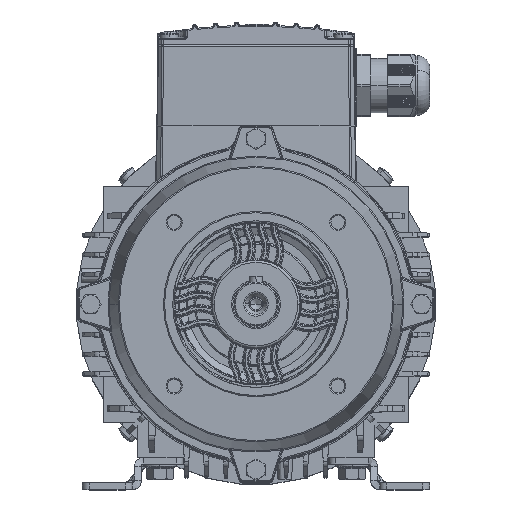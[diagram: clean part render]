
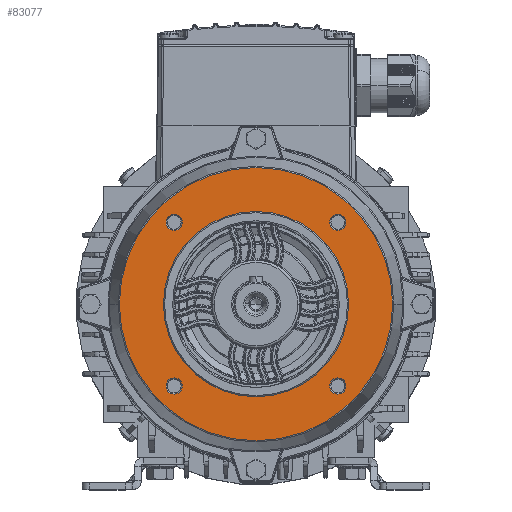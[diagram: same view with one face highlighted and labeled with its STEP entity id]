
A CAD part, top view. The second image highlights one B-rep face of the part: STEP entity #83077.
In plain terms, the highlighted planar face has unit normal (0, 0, 1).
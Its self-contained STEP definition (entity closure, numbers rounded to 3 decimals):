
#1391 = DIRECTION ( 'NONE',  ( 0., 0., -1. ) ) ;
#4523 = CIRCLE ( 'NONE', #25955, 3.5 ) ;
#6433 = CARTESIAN_POINT ( 'NONE',  ( -35.355, -35.355, 172. ) ) ;
#11230 = DIRECTION ( 'NONE',  ( 0., 0., -1. ) ) ;
#11634 = EDGE_CURVE ( 'NONE', #56684, #165211, #113269, .T. ) ;
#12209 = FACE_BOUND ( 'NONE', #40340, .T. ) ;
#15312 = CARTESIAN_POINT ( 'NONE',  ( 35.355, 35.355, 172. ) ) ;
#15584 = ORIENTED_EDGE ( 'NONE', *, *, #172839, .T. ) ;
#15731 = DIRECTION ( 'NONE',  ( 0., 0., 1. ) ) ;
#17096 = EDGE_CURVE ( 'NONE', #162331, #116475, #112567, .T. ) ;
#21721 = ORIENTED_EDGE ( 'NONE', *, *, #72323, .T. ) ;
#22114 = EDGE_CURVE ( 'NONE', #63815, #47357, #45609, .T. ) ;
#24331 = AXIS2_PLACEMENT_3D ( 'NONE', #116136, #118946, #147605 ) ;
#25955 = AXIS2_PLACEMENT_3D ( 'NONE', #176221, #91335, #75187 ) ;
#26267 = ORIENTED_EDGE ( 'NONE', *, *, #173638, .T. ) ;
#27424 = PLANE ( 'NONE',  #118463 ) ;
#28757 = AXIS2_PLACEMENT_3D ( 'NONE', #127675, #111502, #167776 ) ;
#30931 = CARTESIAN_POINT ( 'NONE',  ( 0., 0., 172. ) ) ;
#31148 = DIRECTION ( 'NONE',  ( 1., 0., 0. ) ) ;
#32543 = EDGE_LOOP ( 'NONE', ( #84715, #137254 ) ) ;
#35185 = EDGE_LOOP ( 'NONE', ( #129116, #147705 ) ) ;
#37788 = DIRECTION ( 'NONE',  ( 0., 0., -1. ) ) ;
#39778 = CARTESIAN_POINT ( 'NONE',  ( 0., 0., 172. ) ) ;
#40340 = EDGE_LOOP ( 'NONE', ( #76197, #26267 ) ) ;
#41667 = DIRECTION ( 'NONE',  ( -1., 0., 0. ) ) ;
#43291 = CARTESIAN_POINT ( 'NONE',  ( -35.355, 35.355, 172. ) ) ;
#44364 = CARTESIAN_POINT ( 'NONE',  ( 31.855, -35.355, 172. ) ) ;
#45609 = CIRCLE ( 'NONE', #82087, 40. ) ;
#47357 = VERTEX_POINT ( 'NONE', #74271 ) ;
#47994 = DIRECTION ( 'NONE',  ( -1., 0., 0. ) ) ;
#49843 = CARTESIAN_POINT ( 'NONE',  ( 0., 0., 172. ) ) ;
#50499 = AXIS2_PLACEMENT_3D ( 'NONE', #141745, #11230, #69322 ) ;
#51403 = CARTESIAN_POINT ( 'NONE',  ( 31.855, 35.355, 172. ) ) ;
#52422 = AXIS2_PLACEMENT_3D ( 'NONE', #43291, #1391, #85255 ) ;
#52497 = CARTESIAN_POINT ( 'NONE',  ( 38.855, 35.355, 172. ) ) ;
#54330 = CARTESIAN_POINT ( 'NONE',  ( 0., 0., 172. ) ) ;
#56637 = CIRCLE ( 'NONE', #50499, 3.5 ) ;
#56684 = VERTEX_POINT ( 'NONE', #164124 ) ;
#58281 = AXIS2_PLACEMENT_3D ( 'NONE', #54330, #143913, #159134 ) ;
#61679 = CIRCLE ( 'NONE', #110372, 59.025 ) ;
#61702 = EDGE_CURVE ( 'NONE', #182720, #77068, #186236, .T. ) ;
#63741 = CARTESIAN_POINT ( 'NONE',  ( 35.355, -35.355, 172. ) ) ;
#63815 = VERTEX_POINT ( 'NONE', #133137 ) ;
#64999 = EDGE_LOOP ( 'NONE', ( #138445, #21721 ) ) ;
#65338 = CIRCLE ( 'NONE', #28757, 3.5 ) ;
#67468 = CARTESIAN_POINT ( 'NONE',  ( 38.855, -35.355, 172. ) ) ;
#69322 = DIRECTION ( 'NONE',  ( -1., 0., 0. ) ) ;
#70272 = DIRECTION ( 'NONE',  ( 0., 0., -1. ) ) ;
#71377 = VERTEX_POINT ( 'NONE', #135980 ) ;
#71537 = CARTESIAN_POINT ( 'NONE',  ( -38.855, 35.355, 172. ) ) ;
#72323 = EDGE_CURVE ( 'NONE', #71377, #114571, #80920, .T. ) ;
#73338 = DIRECTION ( 'NONE',  ( 0., 0., -1. ) ) ;
#74271 = CARTESIAN_POINT ( 'NONE',  ( -40., 0., 172. ) ) ;
#75187 = DIRECTION ( 'NONE',  ( -1., 0., 0. ) ) ;
#76197 = ORIENTED_EDGE ( 'NONE', *, *, #170781, .T. ) ;
#77068 = VERTEX_POINT ( 'NONE', #44364 ) ;
#77906 = AXIS2_PLACEMENT_3D ( 'NONE', #6433, #37788, #167440 ) ;
#79061 = CIRCLE ( 'NONE', #24331, 3.5 ) ;
#79388 = CARTESIAN_POINT ( 'NONE',  ( 59.025, 0., 172. ) ) ;
#80920 = CIRCLE ( 'NONE', #77906, 3.5 ) ;
#82087 = AXIS2_PLACEMENT_3D ( 'NONE', #104466, #119714, #31148 ) ;
#83077 = ADVANCED_FACE ( 'NONE', ( #111268, #84552, #110341, #12209, #96997, #141782 ), #27424, .F. ) ;
#84552 = FACE_BOUND ( 'NONE', #32543, .T. ) ;
#84715 = ORIENTED_EDGE ( 'NONE', *, *, #61702, .T. ) ;
#85255 = DIRECTION ( 'NONE',  ( -1., 0., 0. ) ) ;
#88939 = ORIENTED_EDGE ( 'NONE', *, *, #11634, .T. ) ;
#91277 = EDGE_LOOP ( 'NONE', ( #88939, #15584 ) ) ;
#91335 = DIRECTION ( 'NONE',  ( 0., 0., -1. ) ) ;
#91732 = EDGE_CURVE ( 'NONE', #47357, #63815, #106861, .T. ) ;
#96997 = FACE_OUTER_BOUND ( 'NONE', #91277, .T. ) ;
#103517 = VERTEX_POINT ( 'NONE', #129424 ) ;
#104154 = AXIS2_PLACEMENT_3D ( 'NONE', #30931, #15731, #47994 ) ;
#104466 = CARTESIAN_POINT ( 'NONE',  ( 0., 0., 172. ) ) ;
#106861 = CIRCLE ( 'NONE', #58281, 40. ) ;
#110341 = FACE_BOUND ( 'NONE', #64999, .T. ) ;
#110372 = AXIS2_PLACEMENT_3D ( 'NONE', #49843, #154689, #181386 ) ;
#111268 = FACE_BOUND ( 'NONE', #120744, .T. ) ;
#111502 = DIRECTION ( 'NONE',  ( 0., 0., -1. ) ) ;
#112160 = ORIENTED_EDGE ( 'NONE', *, *, #17096, .T. ) ;
#112567 = CIRCLE ( 'NONE', #173361, 3.5 ) ;
#113269 = CIRCLE ( 'NONE', #104154, 59.025 ) ;
#114571 = VERTEX_POINT ( 'NONE', #137050 ) ;
#116136 = CARTESIAN_POINT ( 'NONE',  ( -35.355, 35.355, 172. ) ) ;
#116475 = VERTEX_POINT ( 'NONE', #51403 ) ;
#118463 = AXIS2_PLACEMENT_3D ( 'NONE', #39778, #70272, #41667 ) ;
#118946 = DIRECTION ( 'NONE',  ( 0., 0., -1. ) ) ;
#119714 = DIRECTION ( 'NONE',  ( 0., 0., 1. ) ) ;
#120744 = EDGE_LOOP ( 'NONE', ( #112160, #156011 ) ) ;
#127675 = CARTESIAN_POINT ( 'NONE',  ( 35.355, -35.355, 172. ) ) ;
#129116 = ORIENTED_EDGE ( 'NONE', *, *, #22114, .F. ) ;
#129424 = CARTESIAN_POINT ( 'NONE',  ( -31.855, 35.355, 172. ) ) ;
#131509 = DIRECTION ( 'NONE',  ( -1., 0., 0. ) ) ;
#133137 = CARTESIAN_POINT ( 'NONE',  ( 40., 0., 172. ) ) ;
#135980 = CARTESIAN_POINT ( 'NONE',  ( -38.855, -35.355, 172. ) ) ;
#136489 = EDGE_CURVE ( 'NONE', #116475, #162331, #56637, .T. ) ;
#137050 = CARTESIAN_POINT ( 'NONE',  ( -31.855, -35.355, 172. ) ) ;
#137254 = ORIENTED_EDGE ( 'NONE', *, *, #182290, .T. ) ;
#138445 = ORIENTED_EDGE ( 'NONE', *, *, #182602, .T. ) ;
#140728 = CIRCLE ( 'NONE', #52422, 3.5 ) ;
#141745 = CARTESIAN_POINT ( 'NONE',  ( 35.355, 35.355, 172. ) ) ;
#141782 = FACE_BOUND ( 'NONE', #35185, .T. ) ;
#143913 = DIRECTION ( 'NONE',  ( 0., 0., 1. ) ) ;
#147605 = DIRECTION ( 'NONE',  ( -1., 0., 0. ) ) ;
#147705 = ORIENTED_EDGE ( 'NONE', *, *, #91732, .F. ) ;
#149788 = AXIS2_PLACEMENT_3D ( 'NONE', #63741, #161283, #153336 ) ;
#153336 = DIRECTION ( 'NONE',  ( -1., 0., 0. ) ) ;
#154689 = DIRECTION ( 'NONE',  ( 0., 0., 1. ) ) ;
#156011 = ORIENTED_EDGE ( 'NONE', *, *, #136489, .T. ) ;
#159134 = DIRECTION ( 'NONE',  ( 1., 0., 0. ) ) ;
#161283 = DIRECTION ( 'NONE',  ( 0., 0., -1. ) ) ;
#162331 = VERTEX_POINT ( 'NONE', #52497 ) ;
#164124 = CARTESIAN_POINT ( 'NONE',  ( -59.025, 0., 172. ) ) ;
#165211 = VERTEX_POINT ( 'NONE', #79388 ) ;
#167440 = DIRECTION ( 'NONE',  ( -1., 0., 0. ) ) ;
#167776 = DIRECTION ( 'NONE',  ( -1., 0., 0. ) ) ;
#169539 = VERTEX_POINT ( 'NONE', #71537 ) ;
#170781 = EDGE_CURVE ( 'NONE', #103517, #169539, #79061, .T. ) ;
#172839 = EDGE_CURVE ( 'NONE', #165211, #56684, #61679, .T. ) ;
#173361 = AXIS2_PLACEMENT_3D ( 'NONE', #15312, #73338, #131509 ) ;
#173638 = EDGE_CURVE ( 'NONE', #169539, #103517, #140728, .T. ) ;
#176221 = CARTESIAN_POINT ( 'NONE',  ( -35.355, -35.355, 172. ) ) ;
#181386 = DIRECTION ( 'NONE',  ( -1., 0., 0. ) ) ;
#182290 = EDGE_CURVE ( 'NONE', #77068, #182720, #65338, .T. ) ;
#182602 = EDGE_CURVE ( 'NONE', #114571, #71377, #4523, .T. ) ;
#182720 = VERTEX_POINT ( 'NONE', #67468 ) ;
#186236 = CIRCLE ( 'NONE', #149788, 3.5 ) ;
